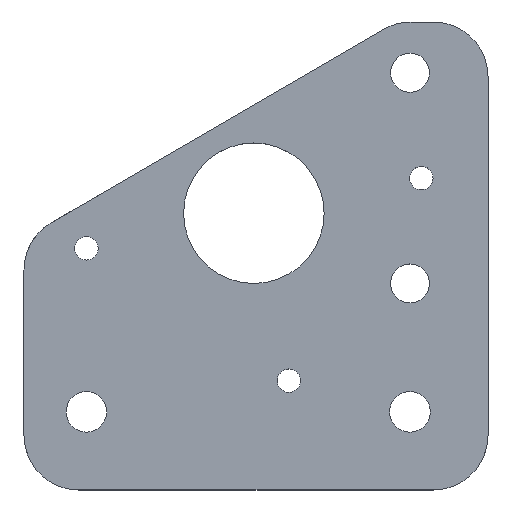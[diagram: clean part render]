
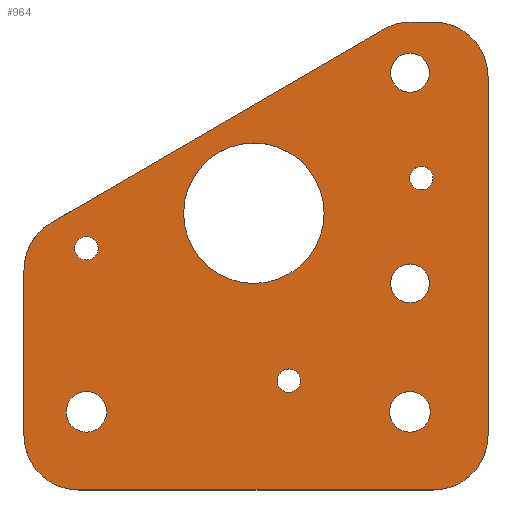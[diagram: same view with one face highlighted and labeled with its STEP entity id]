
A CAD part, top view. The second image highlights one B-rep face of the part: STEP entity #964.
In plain terms, the highlighted planar face has unit normal (0, 0, 1).
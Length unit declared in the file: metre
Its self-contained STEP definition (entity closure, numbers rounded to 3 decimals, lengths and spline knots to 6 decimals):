
#84=CIRCLE('',#1052,0.0025);
#85=CIRCLE('',#1054,0.0025);
#86=CIRCLE('',#1056,0.0026);
#87=CIRCLE('',#1059,0.009);
#88=CIRCLE('',#1061,0.0026);
#89=CIRCLE('',#1063,0.0015);
#90=CIRCLE('',#1065,0.0015);
#91=CIRCLE('',#1067,0.0015);
#92=CIRCLE('',#1069,0.007);
#93=CIRCLE('',#1070,0.007);
#94=CIRCLE('',#1071,0.007);
#95=CIRCLE('',#1072,0.007);
#96=CIRCLE('',#1073,0.007);
#198=ORIENTED_EDGE('',*,*,#453,.T.);
#199=ORIENTED_EDGE('',*,*,#452,.T.);
#200=ORIENTED_EDGE('',*,*,#451,.T.);
#201=ORIENTED_EDGE('',*,*,#450,.T.);
#202=ORIENTED_EDGE('',*,*,#429,.F.);
#203=ORIENTED_EDGE('',*,*,#455,.F.);
#204=ORIENTED_EDGE('',*,*,#447,.F.);
#205=ORIENTED_EDGE('',*,*,#456,.F.);
#206=ORIENTED_EDGE('',*,*,#441,.F.);
#207=ORIENTED_EDGE('',*,*,#457,.F.);
#208=ORIENTED_EDGE('',*,*,#438,.T.);
#209=ORIENTED_EDGE('',*,*,#458,.F.);
#210=ORIENTED_EDGE('',*,*,#435,.T.);
#211=ORIENTED_EDGE('',*,*,#459,.F.);
#212=ORIENTED_EDGE('',*,*,#446,.T.);
#213=ORIENTED_EDGE('',*,*,#445,.T.);
#214=ORIENTED_EDGE('',*,*,#444,.T.);
#215=ORIENTED_EDGE('',*,*,#454,.T.);
#429=EDGE_CURVE('',#563,#565,#635,.T.);
#435=EDGE_CURVE('',#569,#570,#639,.T.);
#438=EDGE_CURVE('',#571,#572,#642,.T.);
#441=EDGE_CURVE('',#573,#574,#645,.T.);
#444=EDGE_CURVE('',#575,#575,#84,.T.);
#445=EDGE_CURVE('',#576,#576,#85,.T.);
#446=EDGE_CURVE('',#577,#577,#86,.T.);
#447=EDGE_CURVE('',#578,#579,#648,.T.);
#450=EDGE_CURVE('',#580,#580,#87,.T.);
#451=EDGE_CURVE('',#581,#581,#88,.T.);
#452=EDGE_CURVE('',#582,#582,#89,.T.);
#453=EDGE_CURVE('',#583,#583,#90,.T.);
#454=EDGE_CURVE('',#584,#584,#91,.T.);
#455=EDGE_CURVE('',#579,#563,#92,.T.);
#456=EDGE_CURVE('',#574,#578,#93,.T.);
#457=EDGE_CURVE('',#571,#573,#94,.T.);
#458=EDGE_CURVE('',#569,#572,#95,.T.);
#459=EDGE_CURVE('',#565,#570,#96,.T.);
#563=VERTEX_POINT('',#1519);
#565=VERTEX_POINT('',#1522);
#569=VERTEX_POINT('',#1539);
#570=VERTEX_POINT('',#1540);
#571=VERTEX_POINT('',#1545);
#572=VERTEX_POINT('',#1546);
#573=VERTEX_POINT('',#1551);
#574=VERTEX_POINT('',#1552);
#575=VERTEX_POINT('',#1557);
#576=VERTEX_POINT('',#1560);
#577=VERTEX_POINT('',#1563);
#578=VERTEX_POINT('',#1566);
#579=VERTEX_POINT('',#1567);
#580=VERTEX_POINT('',#1572);
#581=VERTEX_POINT('',#1575);
#582=VERTEX_POINT('',#1578);
#583=VERTEX_POINT('',#1581);
#584=VERTEX_POINT('',#1584);
#635=LINE('',#1521,#698);
#639=LINE('',#1538,#702);
#642=LINE('',#1544,#705);
#645=LINE('',#1550,#708);
#648=LINE('',#1565,#711);
#698=VECTOR('',#1211,1.);
#702=VECTOR('',#1217,1.);
#705=VECTOR('',#1222,1.);
#708=VECTOR('',#1227,1.);
#711=VECTOR('',#1244,1.);
#781=EDGE_LOOP('',(#198));
#782=EDGE_LOOP('',(#199));
#783=EDGE_LOOP('',(#200));
#784=EDGE_LOOP('',(#201));
#785=EDGE_LOOP('',(#202,#203,#204,#205,#206,#207,#208,#209,#210,#211));
#786=EDGE_LOOP('',(#212));
#787=EDGE_LOOP('',(#213));
#788=EDGE_LOOP('',(#214));
#789=EDGE_LOOP('',(#215));
#871=FACE_BOUND('',#781,.T.);
#872=FACE_BOUND('',#782,.T.);
#873=FACE_BOUND('',#783,.T.);
#874=FACE_BOUND('',#784,.T.);
#875=FACE_BOUND('',#785,.T.);
#876=FACE_BOUND('',#786,.T.);
#877=FACE_BOUND('',#787,.T.);
#878=FACE_BOUND('',#788,.T.);
#879=FACE_BOUND('',#789,.T.);
#932=PLANE('',#1068);
#964=ADVANCED_FACE('',(#871,#872,#873,#874,#875,#876,#877,#878,#879),#932,
 .T.);
#1052=AXIS2_PLACEMENT_3D('',#1556,#1232,#1233);
#1054=AXIS2_PLACEMENT_3D('',#1559,#1236,#1237);
#1056=AXIS2_PLACEMENT_3D('',#1562,#1240,#1241);
#1059=AXIS2_PLACEMENT_3D('',#1571,#1249,#1250);
#1061=AXIS2_PLACEMENT_3D('',#1574,#1253,#1254);
#1063=AXIS2_PLACEMENT_3D('',#1577,#1257,#1258);
#1065=AXIS2_PLACEMENT_3D('',#1580,#1261,#1262);
#1067=AXIS2_PLACEMENT_3D('',#1583,#1265,#1266);
#1068=AXIS2_PLACEMENT_3D('',#1585,#1267,#1268);
#1069=AXIS2_PLACEMENT_3D('',#1586,#1269,#1270);
#1070=AXIS2_PLACEMENT_3D('',#1587,#1271,#1272);
#1071=AXIS2_PLACEMENT_3D('',#1588,#1273,#1274);
#1072=AXIS2_PLACEMENT_3D('',#1589,#1275,#1276);
#1073=AXIS2_PLACEMENT_3D('',#1590,#1277,#1278);
#1211=DIRECTION('',(0.864,0.503,0.));
#1217=DIRECTION('',(-1.,0.,0.));
#1222=DIRECTION('',(0.,1.,0.));
#1227=DIRECTION('',(-1.,0.,0.));
#1232=DIRECTION('',(0.,0.,-1.));
#1233=DIRECTION('',(-1.,0.,0.));
#1236=DIRECTION('',(0.,0.,-1.));
#1237=DIRECTION('',(-1.,0.,0.));
#1240=DIRECTION('',(0.,0.,-1.));
#1241=DIRECTION('',(-1.,0.,0.));
#1244=DIRECTION('',(0.,1.,0.));
#1249=DIRECTION('',(0.,0.,-1.));
#1250=DIRECTION('',(-1.,0.,0.));
#1253=DIRECTION('',(0.,0.,-1.));
#1254=DIRECTION('',(-1.,0.,0.));
#1257=DIRECTION('',(0.,0.,-1.));
#1258=DIRECTION('',(-1.,0.,0.));
#1261=DIRECTION('',(0.,0.,-1.));
#1262=DIRECTION('',(-1.,0.,0.));
#1265=DIRECTION('',(0.,0.,-1.));
#1266=DIRECTION('',(-1.,0.,0.));
#1267=DIRECTION('',(0.,0.,1.));
#1268=DIRECTION('',(-1.,0.,0.));
#1269=DIRECTION('',(0.,0.,-1.));
#1270=DIRECTION('',(-1.,0.,0.));
#1271=DIRECTION('',(0.,0.,-1.));
#1272=DIRECTION('',(-1.,0.,0.));
#1273=DIRECTION('',(0.,0.,-1.));
#1274=DIRECTION('',(-1.,0.,0.));
#1275=DIRECTION('',(0.,0.,-1.));
#1276=DIRECTION('',(-1.,0.,0.));
#1277=DIRECTION('',(0.,0.,-1.));
#1278=DIRECTION('',(-1.,0.,0.));
#1519=CARTESIAN_POINT('',(-0.045974,0.024224,0.0454));
#1521=CARTESIAN_POINT('',(-0.029727,0.033677,0.0454));
#1522=CARTESIAN_POINT('',(-0.003385,0.049004,0.0454));
#1538=CARTESIAN_POINT('',(0.004123,0.049953,0.0454));
#1539=CARTESIAN_POINT('',(0.003,0.049953,0.0454));
#1540=CARTESIAN_POINT('',(0.000135,0.049953,0.0454));
#1544=CARTESIAN_POINT('',(0.01,0.029977,0.0454));
#1545=CARTESIAN_POINT('',(0.01,-0.003,0.0454));
#1546=CARTESIAN_POINT('',(0.01,0.042953,0.0454));
#1550=CARTESIAN_POINT('',(-0.029727,-0.01,0.0454));
#1551=CARTESIAN_POINT('',(0.003,-0.01,0.0454));
#1552=CARTESIAN_POINT('',(-0.042453,-0.01,0.0454));
#1556=CARTESIAN_POINT('',(0.,0.016453,0.0454));
#1557=CARTESIAN_POINT('',(-0.0025,0.016453,0.0454));
#1559=CARTESIAN_POINT('',(0.,0.043453,0.0454));
#1560=CARTESIAN_POINT('',(-0.0025,0.043453,0.0454));
#1562=CARTESIAN_POINT('',(0.,0.,0.0454));
#1563=CARTESIAN_POINT('',(-0.0026,0.,0.0454));
#1565=CARTESIAN_POINT('',(-0.049453,0.,0.0454));
#1566=CARTESIAN_POINT('',(-0.049453,-0.003,0.0454));
#1567=CARTESIAN_POINT('',(-0.049453,0.018174,0.0454));
#1571=CARTESIAN_POINT('',(-0.02,0.025453,0.0454));
#1572=CARTESIAN_POINT('',(-0.029,0.025453,0.0454));
#1574=CARTESIAN_POINT('',(-0.041453,0.,0.0454));
#1575=CARTESIAN_POINT('',(-0.044053,0.,0.0454));
#1577=CARTESIAN_POINT('',(-0.041453,0.020953,0.0454));
#1578=CARTESIAN_POINT('',(-0.042953,0.020953,0.0454));
#1580=CARTESIAN_POINT('',(-0.0155,0.004,0.0454));
#1581=CARTESIAN_POINT('',(-0.017,0.004,0.0454));
#1583=CARTESIAN_POINT('',(0.001453,0.029953,0.0454));
#1584=CARTESIAN_POINT('',(-0.000047,0.029953,0.0454));
#1585=CARTESIAN_POINT('',(-0.019727,0.019977,0.0454));
#1586=CARTESIAN_POINT('',(-0.042453,0.018174,0.0454));
#1587=CARTESIAN_POINT('',(-0.042453,-0.003,0.0454));
#1588=CARTESIAN_POINT('',(0.003,-0.003,0.0454));
#1589=CARTESIAN_POINT('',(0.003,0.042953,0.0454));
#1590=CARTESIAN_POINT('',(0.000135,0.042953,0.0454));
